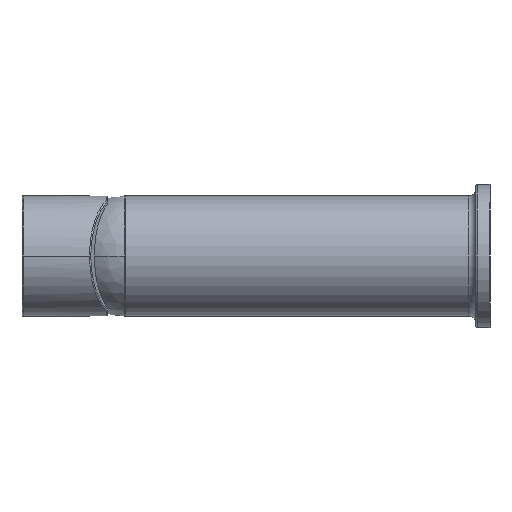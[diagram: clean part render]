
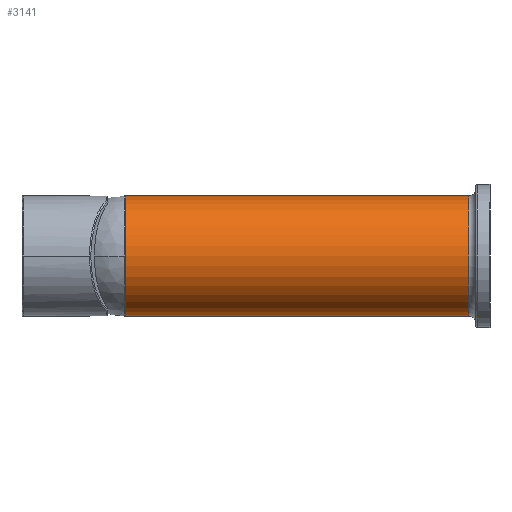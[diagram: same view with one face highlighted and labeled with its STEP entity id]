
A CAD part, left-side view. The second image highlights one B-rep face of the part: STEP entity #3141.
In plain terms, the highlighted cylindrical face has radius 21 mm (diameter 42 mm), a partial arc.
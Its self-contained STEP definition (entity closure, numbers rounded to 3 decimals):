
#162 = VERTEX_POINT ( 'NONE', #3743 ) ;
#234 = AXIS2_PLACEMENT_3D ( 'NONE', #1935, #3616, #2482 ) ;
#444 = CARTESIAN_POINT ( 'NONE',  ( 0., 127.4, -21. ) ) ;
#622 = ORIENTED_EDGE ( 'NONE', *, *, #1429, .T. ) ;
#886 = CARTESIAN_POINT ( 'NONE',  ( 0., 0., -21. ) ) ;
#956 = VERTEX_POINT ( 'NONE', #3858 ) ;
#1087 = EDGE_CURVE ( 'NONE', #3859, #2341, #3158, .T. ) ;
#1429 = EDGE_CURVE ( 'NONE', #2341, #956, #5600, .T. ) ;
#1459 = AXIS2_PLACEMENT_3D ( 'NONE', #4132, #4581, #5182 ) ;
#1529 = VECTOR ( 'NONE', #5235, 1000. ) ;
#1935 = CARTESIAN_POINT ( 'NONE',  ( 0., 127.4, 0. ) ) ;
#2341 = VERTEX_POINT ( 'NONE', #444 ) ;
#2482 = DIRECTION ( 'NONE',  ( 0., 0., -1. ) ) ;
#2742 = FACE_OUTER_BOUND ( 'NONE', #3273, .T. ) ;
#2758 = CARTESIAN_POINT ( 'NONE',  ( 0., 0., 21. ) ) ;
#2920 = EDGE_CURVE ( 'NONE', #956, #162, #4399, .T. ) ;
#3141 = ADVANCED_FACE ( 'NONE', ( #2742 ), #5280, .T. ) ;
#3158 = CIRCLE ( 'NONE', #234, 21. ) ;
#3273 = EDGE_LOOP ( 'NONE', ( #4999, #4085, #622, #4455 ) ) ;
#3284 = DIRECTION ( 'NONE',  ( 0., 0., -1. ) ) ;
#3616 = DIRECTION ( 'NONE',  ( 0., -1., 0. ) ) ;
#3743 = CARTESIAN_POINT ( 'NONE',  ( 0., 7.5, 21. ) ) ;
#3796 = DIRECTION ( 'NONE',  ( 0., -1., 0. ) ) ;
#3858 = CARTESIAN_POINT ( 'NONE',  ( 0., 7.5, -21. ) ) ;
#3859 = VERTEX_POINT ( 'NONE', #5258 ) ;
#4085 = ORIENTED_EDGE ( 'NONE', *, *, #1087, .T. ) ;
#4132 = CARTESIAN_POINT ( 'NONE',  ( 0., 7.5, 0. ) ) ;
#4256 = LINE ( 'NONE', #2758, #1529 ) ;
#4399 = CIRCLE ( 'NONE', #1459, 21. ) ;
#4455 = ORIENTED_EDGE ( 'NONE', *, *, #2920, .T. ) ;
#4581 = DIRECTION ( 'NONE',  ( 0., 1., 0. ) ) ;
#4818 = CARTESIAN_POINT ( 'NONE',  ( 0., 0., 0. ) ) ;
#4989 = AXIS2_PLACEMENT_3D ( 'NONE', #4818, #3796, #3284 ) ;
#4999 = ORIENTED_EDGE ( 'NONE', *, *, #5024, .F. ) ;
#5024 = EDGE_CURVE ( 'NONE', #3859, #162, #4256, .T. ) ;
#5182 = DIRECTION ( 'NONE',  ( 0., 0., 1. ) ) ;
#5235 = DIRECTION ( 'NONE',  ( 0., -1., 0. ) ) ;
#5258 = CARTESIAN_POINT ( 'NONE',  ( 0., 127.4, 21. ) ) ;
#5280 = CYLINDRICAL_SURFACE ( 'NONE', #4989, 21. ) ;
#5600 = LINE ( 'NONE', #886, #6376 ) ;
#5675 = DIRECTION ( 'NONE',  ( 0., -1., 0. ) ) ;
#6376 = VECTOR ( 'NONE', #5675, 1000. ) ;
